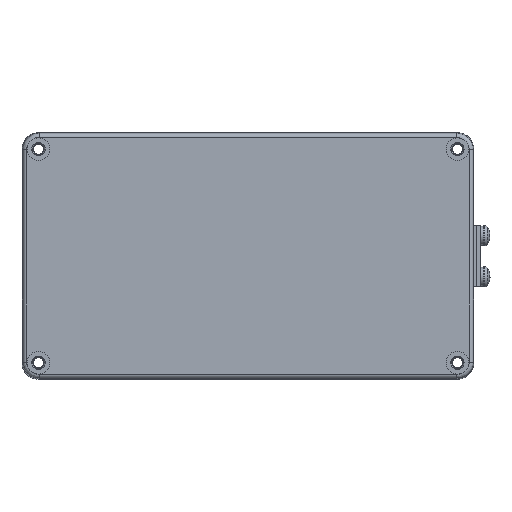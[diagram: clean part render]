
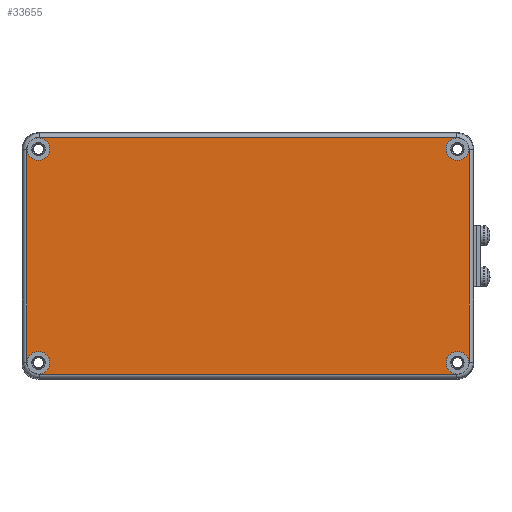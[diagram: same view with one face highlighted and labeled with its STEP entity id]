
A CAD part, top view. The second image highlights one B-rep face of the part: STEP entity #33655.
In plain terms, the highlighted planar face has unit normal (0, 0, 1).
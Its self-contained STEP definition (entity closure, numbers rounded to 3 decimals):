
#33162=CARTESIAN_POINT('',(-29.518,-52.69,20.0));
#33163=VERTEX_POINT('',#33162);
#33171=CARTESIAN_POINT('',(-29.518,50.683,20.0));
#33172=VERTEX_POINT('',#33171);
#33173=CARTESIAN_POINT('',(-29.518,-52.69,20.0));
#33174=DIRECTION('',(0.0,1.0,0.0));
#33175=VECTOR('',#33174,103.373);
#33176=LINE('',#33173,#33175);
#33177=EDGE_CURVE('',#33163,#33172,#33176,.T.);
#33230=CARTESIAN_POINT('',(-23.519,-58.689,20.0));
#33231=VERTEX_POINT('',#33230);
#33239=CARTESIAN_POINT('',(-23.517,-52.689,20.0));
#33240=DIRECTION('',(0.0,0.0,-1.0));
#33241=DIRECTION('',(-0.707,-0.707,0.0));
#33242=AXIS2_PLACEMENT_3D('',#33239,#33240,#33241);
#33243=ELLIPSE('',#33242,6.002,6.0);
#33244=EDGE_CURVE('',#33231,#33163,#33243,.T.);
#33288=CARTESIAN_POINT('',(-23.519,56.682,20.0));
#33289=VERTEX_POINT('',#33288);
#33307=CARTESIAN_POINT('',(-23.517,50.681,20.0));
#33308=DIRECTION('',(0.0,0.0,-1.0));
#33309=DIRECTION('',(-0.707,0.707,0.0));
#33310=AXIS2_PLACEMENT_3D('',#33307,#33308,#33309);
#33311=ELLIPSE('',#33310,6.002,6.0);
#33312=EDGE_CURVE('',#33172,#33289,#33311,.T.);
#33324=CARTESIAN_POINT('',(179.854,-58.689,20.0));
#33325=VERTEX_POINT('',#33324);
#33333=CARTESIAN_POINT('',(179.854,-58.689,20.0));
#33334=DIRECTION('',(-1.0,0.0,0.0));
#33335=VECTOR('',#33334,203.373);
#33336=LINE('',#33333,#33335);
#33337=EDGE_CURVE('',#33325,#33231,#33336,.T.);
#33354=CARTESIAN_POINT('',(179.854,56.682,20.0));
#33355=VERTEX_POINT('',#33354);
#33372=CARTESIAN_POINT('',(-23.519,56.682,20.0));
#33373=DIRECTION('',(1.0,0.0,0.0));
#33374=VECTOR('',#33373,203.373);
#33375=LINE('',#33372,#33374);
#33376=EDGE_CURVE('',#33289,#33355,#33375,.T.);
#33414=CARTESIAN_POINT('',(185.853,-52.69,20.0));
#33415=VERTEX_POINT('',#33414);
#33423=CARTESIAN_POINT('',(179.852,-52.689,20.0));
#33424=DIRECTION('',(0.0,0.0,-1.0));
#33425=DIRECTION('',(0.707,-0.707,0.0));
#33426=AXIS2_PLACEMENT_3D('',#33423,#33424,#33425);
#33427=ELLIPSE('',#33426,6.002,6.0);
#33428=EDGE_CURVE('',#33415,#33325,#33427,.T.);
#33472=CARTESIAN_POINT('',(185.853,50.683,20.0));
#33473=VERTEX_POINT('',#33472);
#33491=CARTESIAN_POINT('',(179.852,50.681,20.0));
#33492=DIRECTION('',(0.0,0.0,-1.0));
#33493=DIRECTION('',(0.707,0.707,0.0));
#33494=AXIS2_PLACEMENT_3D('',#33491,#33492,#33493);
#33495=ELLIPSE('',#33494,6.002,6.);
#33496=EDGE_CURVE('',#33355,#33473,#33495,.T.);
#33514=CARTESIAN_POINT('',(185.853,50.683,20.0));
#33515=DIRECTION('',(0.0,-1.0,0.0));
#33516=VECTOR('',#33515,103.373);
#33517=LINE('',#33514,#33516);
#33518=EDGE_CURVE('',#33473,#33415,#33517,.T.);
#33596=CARTESIAN_POINT('',(78.168,-1.004,20.0));
#33597=DIRECTION('',(0.0,0.0,1.0));
#33598=DIRECTION('',(1.0,0.0,0.0));
#33599=AXIS2_PLACEMENT_3D('',#33596,#33597,#33598);
#33600=PLANE('',#33599);
#33601=ORIENTED_EDGE('',*,*,#33177,.F.);
#33602=ORIENTED_EDGE('',*,*,#33244,.F.);
#33603=ORIENTED_EDGE('',*,*,#33337,.F.);
#33604=ORIENTED_EDGE('',*,*,#33428,.F.);
#33605=ORIENTED_EDGE('',*,*,#33518,.F.);
#33606=ORIENTED_EDGE('',*,*,#33496,.F.);
#33607=ORIENTED_EDGE('',*,*,#33376,.F.);
#33608=ORIENTED_EDGE('',*,*,#33312,.F.);
#33609=EDGE_LOOP('',(#33601,#33602,#33603,#33604,#33605,#33606,#33607,#33608));
#33610=FACE_OUTER_BOUND('',#33609,.T.);
#33611=CARTESIAN_POINT('',(-18.332,-53.004,20.0));
#33612=VERTEX_POINT('',#33611);
#33613=CARTESIAN_POINT('',(-23.832,-53.004,20.0));
#33614=DIRECTION('',(0.0,0.0,-1.0));
#33615=DIRECTION('',(1.0,0.0,0.0));
#33616=AXIS2_PLACEMENT_3D('',#33613,#33614,#33615);
#33617=CIRCLE('',#33616,5.5);
#33618=EDGE_CURVE('',#33612,#33612,#33617,.T.);
#33619=ORIENTED_EDGE('',*,*,#33618,.T.);
#33620=EDGE_LOOP('',(#33619));
#33621=FACE_BOUND('',#33620,.T.);
#33622=CARTESIAN_POINT('',(185.668,50.996,20.0));
#33623=VERTEX_POINT('',#33622);
#33624=CARTESIAN_POINT('',(180.168,50.996,20.0));
#33625=DIRECTION('',(0.0,0.0,-1.0));
#33626=DIRECTION('',(1.0,0.0,0.0));
#33627=AXIS2_PLACEMENT_3D('',#33624,#33625,#33626);
#33628=CIRCLE('',#33627,5.5);
#33629=EDGE_CURVE('',#33623,#33623,#33628,.T.);
#33630=ORIENTED_EDGE('',*,*,#33629,.T.);
#33631=EDGE_LOOP('',(#33630));
#33632=FACE_BOUND('',#33631,.T.);
#33633=CARTESIAN_POINT('',(-18.332,50.996,20.0));
#33634=VERTEX_POINT('',#33633);
#33635=CARTESIAN_POINT('',(-23.832,50.996,20.0));
#33636=DIRECTION('',(0.0,0.0,-1.0));
#33637=DIRECTION('',(1.0,0.0,0.0));
#33638=AXIS2_PLACEMENT_3D('',#33635,#33636,#33637);
#33639=CIRCLE('',#33638,5.5);
#33640=EDGE_CURVE('',#33634,#33634,#33639,.T.);
#33641=ORIENTED_EDGE('',*,*,#33640,.T.);
#33642=EDGE_LOOP('',(#33641));
#33643=FACE_BOUND('',#33642,.T.);
#33644=CARTESIAN_POINT('',(185.668,-53.004,20.0));
#33645=VERTEX_POINT('',#33644);
#33646=CARTESIAN_POINT('',(180.168,-53.004,20.0));
#33647=DIRECTION('',(0.0,0.0,-1.0));
#33648=DIRECTION('',(1.0,0.0,0.0));
#33649=AXIS2_PLACEMENT_3D('',#33646,#33647,#33648);
#33650=CIRCLE('',#33649,5.5);
#33651=EDGE_CURVE('',#33645,#33645,#33650,.T.);
#33652=ORIENTED_EDGE('',*,*,#33651,.T.);
#33653=EDGE_LOOP('',(#33652));
#33654=FACE_BOUND('',#33653,.T.);
#33655=ADVANCED_FACE('',(#33610,#33621,#33632,#33643,#33654),#33600,.T.);
